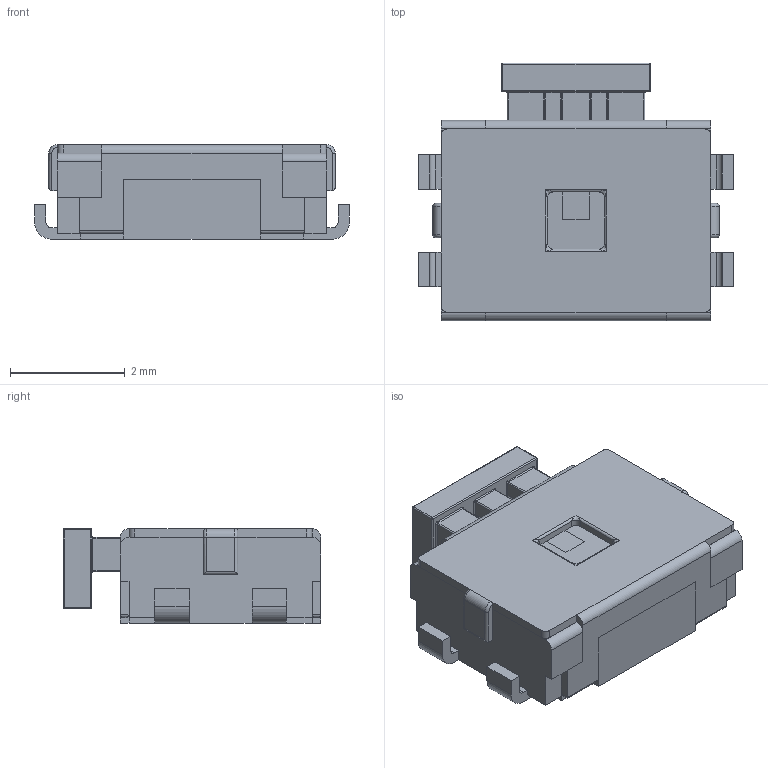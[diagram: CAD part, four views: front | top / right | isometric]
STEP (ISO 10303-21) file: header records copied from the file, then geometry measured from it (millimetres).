
FILE_DESCRIPTION(/* description */ ('model of Panasonic_EVQPUK_EVQPUB'),/* implementation_level */ '2;1');
FILE_NAME(/* name */ 'Panasonic_EVQPUK_EVQPUB.step',/* time_stamp */ '2020-10-28T17:48:16',/* author */ ('kicad StepUp','ksu'),/* organization */ ('FreeCAD'),/* preprocessor_version */ 'OCC',/* originating_system */ 'kicad StepUp',/* authorisation */ '');
FILE_SCHEMA(('AUTOMOTIVE_DESIGN { 1 0 10303 214 1 1 1 1 }'));
Length unit declared in the file: millimetre
Products named in the file (1): Panasonic_EVQPUK_EVQPUB
Bounding box: 5.5 x 4.5 x 1.65 mm (x, y, z)
Volume: 29.5 mm3; surface area: 77.3 mm2
Topology: 1 solids, 1 shells, 238 faces, 614 edges, 364 vertices
Faces by surface type: plane 120, cylinder 90, torus 12, sphere 12, bspline 4
Entity records: 9144 total; most frequent: CARTESIAN_POINT 1709, DIRECTION 1226, ORIENTED_EDGE 1196, EDGE_CURVE 598, LINE 424, VECTOR 424, AXIS2_PLACEMENT_3D 401, VERTEX_POINT 364
